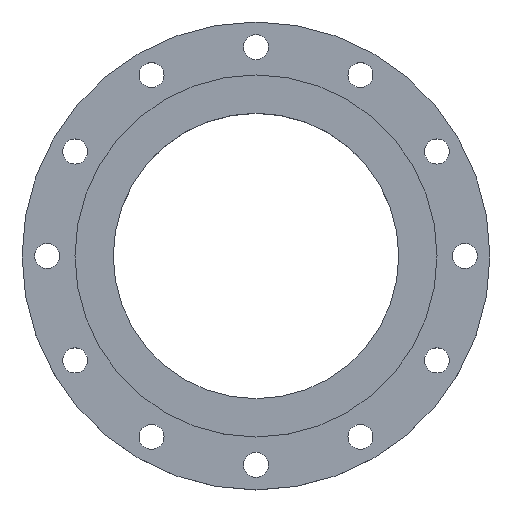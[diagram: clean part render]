
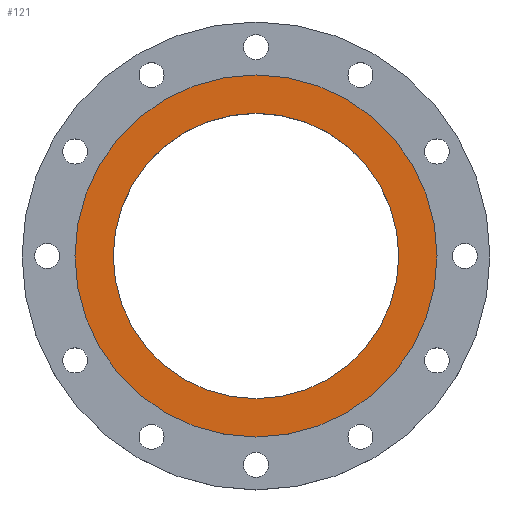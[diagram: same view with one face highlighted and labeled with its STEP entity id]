
A CAD part, top view. The second image highlights one B-rep face of the part: STEP entity #121.
In plain terms, the highlighted planar face has unit normal (0, 0, 1).
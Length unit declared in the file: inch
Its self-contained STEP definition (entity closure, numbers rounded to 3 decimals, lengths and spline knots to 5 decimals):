
#23 = PLANE ( 'NONE',  #142 ) ;
#84 = CARTESIAN_POINT ( 'NONE',  ( 6.406, 0., 0. ) ) ;
#96 = CARTESIAN_POINT ( 'NONE',  ( 0., 0., 0. ) ) ;
#121 = ADVANCED_FACE ( 'NONE', ( #582, #1026 ), #23, .F. ) ;
#124 = AXIS2_PLACEMENT_3D ( 'NONE', #736, #524, #1173 ) ;
#142 = AXIS2_PLACEMENT_3D ( 'NONE', #466, #915, #356 ) ;
#197 = VERTEX_POINT ( 'NONE', #502 ) ;
#239 = CARTESIAN_POINT ( 'NONE',  ( -8.125, 0., 0. ) ) ;
#240 = CIRCLE ( 'NONE', #545, 8.125 ) ;
#353 = CIRCLE ( 'NONE', #1168, 6.406 ) ;
#354 = CARTESIAN_POINT ( 'NONE',  ( 0., 0., 0. ) ) ;
#356 = DIRECTION ( 'NONE',  ( -1., 0., 0. ) ) ;
#381 = VERTEX_POINT ( 'NONE', #84 ) ;
#444 = EDGE_LOOP ( 'NONE', ( #481, #487 ) ) ;
#445 = AXIS2_PLACEMENT_3D ( 'NONE', #354, #804, #448 ) ;
#448 = DIRECTION ( 'NONE',  ( 1., 0., 0. ) ) ;
#466 = CARTESIAN_POINT ( 'NONE',  ( 0., 6.406, 0. ) ) ;
#472 = CIRCLE ( 'NONE', #445, 6.406 ) ;
#481 = ORIENTED_EDGE ( 'NONE', *, *, #1071, .F. ) ;
#487 = ORIENTED_EDGE ( 'NONE', *, *, #1344, .F. ) ;
#502 = CARTESIAN_POINT ( 'NONE',  ( 8.125, 0., 0. ) ) ;
#524 = DIRECTION ( 'NONE',  ( 0., 0., 1. ) ) ;
#545 = AXIS2_PLACEMENT_3D ( 'NONE', #875, #1201, #1092 ) ;
#582 = FACE_BOUND ( 'NONE', #444, .T. ) ;
#590 = CIRCLE ( 'NONE', #124, 8.125 ) ;
#736 = CARTESIAN_POINT ( 'NONE',  ( 0., 0., 0. ) ) ;
#790 = CARTESIAN_POINT ( 'NONE',  ( -6.406, 0., 0. ) ) ;
#804 = DIRECTION ( 'NONE',  ( 0., 0., 1. ) ) ;
#820 = EDGE_CURVE ( 'NONE', #197, #1280, #240, .T. ) ;
#840 = DIRECTION ( 'NONE',  ( 1., 0., 0. ) ) ;
#841 = EDGE_LOOP ( 'NONE', ( #1146, #1261 ) ) ;
#875 = CARTESIAN_POINT ( 'NONE',  ( 0., 0., 0. ) ) ;
#913 = EDGE_CURVE ( 'NONE', #1280, #197, #590, .T. ) ;
#915 = DIRECTION ( 'NONE',  ( 0., 0., -1. ) ) ;
#936 = DIRECTION ( 'NONE',  ( 0., 0., 1. ) ) ;
#1026 = FACE_OUTER_BOUND ( 'NONE', #841, .T. ) ;
#1051 = VERTEX_POINT ( 'NONE', #790 ) ;
#1071 = EDGE_CURVE ( 'NONE', #381, #1051, #472, .T. ) ;
#1092 = DIRECTION ( 'NONE',  ( 1., 0., 0. ) ) ;
#1146 = ORIENTED_EDGE ( 'NONE', *, *, #820, .T. ) ;
#1168 = AXIS2_PLACEMENT_3D ( 'NONE', #96, #936, #840 ) ;
#1173 = DIRECTION ( 'NONE',  ( 1., 0., 0. ) ) ;
#1201 = DIRECTION ( 'NONE',  ( 0., 0., 1. ) ) ;
#1261 = ORIENTED_EDGE ( 'NONE', *, *, #913, .T. ) ;
#1280 = VERTEX_POINT ( 'NONE', #239 ) ;
#1344 = EDGE_CURVE ( 'NONE', #1051, #381, #353, .T. ) ;
